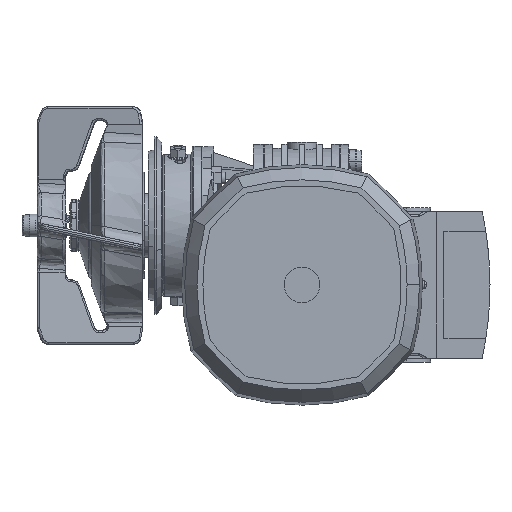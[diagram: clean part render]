
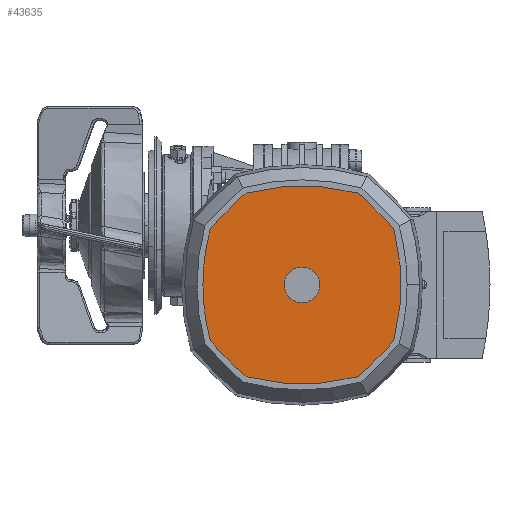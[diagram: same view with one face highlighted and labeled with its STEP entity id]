
A CAD part, left-side view. The second image highlights one B-rep face of the part: STEP entity #43635.
In plain terms, the highlighted planar face has unit normal (-1, 0, 0).
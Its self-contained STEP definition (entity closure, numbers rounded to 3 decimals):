
#9983 = FACE_BOUND ( 'NONE', #43658, .T. ) ;
#9984 = FACE_OUTER_BOUND ( 'NONE', #43701, .T. ) ;
#10022 = CARTESIAN_POINT ( 'NONE',  ( -234., -42.285, -76.38 ) ) ;
#10023 = DIRECTION ( 'NONE',  ( 0., 1., 0. ) ) ;
#10024 = DIRECTION ( 'NONE',  ( -1., 0., 0. ) ) ;
#10025 = DIRECTION ( 'NONE',  ( -1., 0., 0. ) ) ;
#10026 = CARTESIAN_POINT ( 'NONE',  ( -234., -70.6, -90. ) ) ;
#10027 = AXIS2_PLACEMENT_3D ( 'NONE', #10026, #10025, #10168 ) ;
#10028 = CIRCLE ( 'NONE', #10027, 110.084 ) ;
#10029 = CARTESIAN_POINT ( 'NONE',  ( -234., -98.915, 16.38 ) ) ;
#10030 = DIRECTION ( 'NONE',  ( 0., 1., 0. ) ) ;
#10031 = DIRECTION ( 'NONE',  ( -1., 0., 0. ) ) ;
#10032 = CARTESIAN_POINT ( 'NONE',  ( -234., 61.577, -162.177 ) ) ;
#10033 = AXIS2_PLACEMENT_3D ( 'NONE', #10032, #10031, #10030 ) ;
#10034 = CIRCLE ( 'NONE', #10033, 240.084 ) ;
#10035 = CARTESIAN_POINT ( 'NONE',  ( -234., -116.98, -1.685 ) ) ;
#10094 = DIRECTION ( 'NONE',  ( 0., 1., 0. ) ) ;
#10095 = DIRECTION ( 'NONE',  ( -1., 0., 0. ) ) ;
#10096 = CARTESIAN_POINT ( 'NONE',  ( -234., -202.777, -162.177 ) ) ;
#10097 = AXIS2_PLACEMENT_3D ( 'NONE', #10096, #10095, #10094 ) ;
#10098 = CIRCLE ( 'NONE', #10097, 240.084 ) ;
#10099 = DIRECTION ( 'NONE',  ( 0., 1., 0. ) ) ;
#10100 = DIRECTION ( 'NONE',  ( -1., 0., 0. ) ) ;
#10101 = CARTESIAN_POINT ( 'NONE',  ( -234., -136.688, 66.088 ) ) ;
#10102 = AXIS2_PLACEMENT_3D ( 'NONE', #10101, #10100, #10099 ) ;
#10103 = PLANE ( 'NONE',  #10102 ) ;
#10130 = CIRCLE ( 'NONE', #10159, 240.084 ) ;
#10131 = CARTESIAN_POINT ( 'NONE',  ( -234., -98.915, -76.38 ) ) ;
#10132 = DIRECTION ( 'NONE',  ( 0., 1., 0. ) ) ;
#10133 = DIRECTION ( 'NONE',  ( -1., 0., 0. ) ) ;
#10134 = CARTESIAN_POINT ( 'NONE',  ( -234., -70.6, 30. ) ) ;
#10135 = AXIS2_PLACEMENT_3D ( 'NONE', #10134, #10133, #10132 ) ;
#10136 = CIRCLE ( 'NONE', #10135, 110.084 ) ;
#10141 = DIRECTION ( 'NONE',  ( 0., 1., 0. ) ) ;
#10142 = DIRECTION ( 'NONE',  ( -1., 0., 0. ) ) ;
#10143 = CARTESIAN_POINT ( 'NONE',  ( -234., -130.6, -30. ) ) ;
#10144 = AXIS2_PLACEMENT_3D ( 'NONE', #10143, #10142, #10141 ) ;
#10145 = CIRCLE ( 'NONE', #10144, 110.084 ) ;
#10146 = CARTESIAN_POINT ( 'NONE',  ( -234., -24.22, -1.685 ) ) ;
#10147 = CARTESIAN_POINT ( 'NONE',  ( -234., -42.285, 16.38 ) ) ;
#10150 = DIRECTION ( 'NONE',  ( 0., 1., 0. ) ) ;
#10151 = DIRECTION ( 'NONE',  ( -1., 0., 0. ) ) ;
#10152 = CARTESIAN_POINT ( 'NONE',  ( -234., -10.6, -30. ) ) ;
#10153 = AXIS2_PLACEMENT_3D ( 'NONE', #10152, #10151, #10150 ) ;
#10154 = CIRCLE ( 'NONE', #10153, 110.084 ) ;
#10155 = CARTESIAN_POINT ( 'NONE',  ( -234., -116.98, -58.315 ) ) ;
#10156 = DIRECTION ( 'NONE',  ( 0., 1., 0. ) ) ;
#10157 = DIRECTION ( 'NONE',  ( -1., 0., 0. ) ) ;
#10158 = CARTESIAN_POINT ( 'NONE',  ( -234., 61.577, 102.177 ) ) ;
#10159 = AXIS2_PLACEMENT_3D ( 'NONE', #10158, #10157, #10156 ) ;
#10160 = CARTESIAN_POINT ( 'NONE',  ( -234., -202.777, 102.177 ) ) ;
#10161 = AXIS2_PLACEMENT_3D ( 'NONE', #10160, #10024, #10023 ) ;
#10162 = CIRCLE ( 'NONE', #10161, 240.084 ) ;
#10163 = DIRECTION ( 'NONE',  ( 0., 1., 0. ) ) ;
#10164 = DIRECTION ( 'NONE',  ( 1., 0., 0. ) ) ;
#10165 = CARTESIAN_POINT ( 'NONE',  ( -234., -70.6, -30. ) ) ;
#10166 = AXIS2_PLACEMENT_3D ( 'NONE', #10165, #10164, #10163 ) ;
#10167 = CIRCLE ( 'NONE', #10166, 9. ) ;
#10168 = DIRECTION ( 'NONE',  ( 0., 1., 0. ) ) ;
#38629 = EDGE_CURVE ( 'NONE', #38631, #38792, #48630, .T. ) ;
#38631 = VERTEX_POINT ( 'NONE', #48656 ) ;
#38773 = EDGE_CURVE ( 'NONE', #38774, #38776, #48493, .T. ) ;
#38774 = VERTEX_POINT ( 'NONE', #48488 ) ;
#38776 = VERTEX_POINT ( 'NONE', #48487 ) ;
#38792 = VERTEX_POINT ( 'NONE', #48610 ) ;
#43635 = ADVANCED_FACE ( 'NONE', ( #9984, #9983 ), #10103, .T. ) ;
#43636 = ORIENTED_EDGE ( 'NONE', *, *, #43637, .T. ) ;
#43637 = EDGE_CURVE ( 'NONE', #43638, #43639, #10098, .T. ) ;
#43638 = VERTEX_POINT ( 'NONE', #10147 ) ;
#43639 = VERTEX_POINT ( 'NONE', #10146 ) ;
#43640 = ORIENTED_EDGE ( 'NONE', *, *, #43641, .T. ) ;
#43641 = EDGE_CURVE ( 'NONE', #43639, #38774, #10145, .T. ) ;
#43642 = ORIENTED_EDGE ( 'NONE', *, *, #38773, .T. ) ;
#43643 = ORIENTED_EDGE ( 'NONE', *, *, #43662, .T. ) ;
#43644 = ORIENTED_EDGE ( 'NONE', *, *, #43645, .T. ) ;
#43645 = EDGE_CURVE ( 'NONE', #43663, #43646, #10136, .T. ) ;
#43646 = VERTEX_POINT ( 'NONE', #10131 ) ;
#43647 = ORIENTED_EDGE ( 'NONE', *, *, #43648, .T. ) ;
#43648 = EDGE_CURVE ( 'NONE', #43646, #43649, #10130, .T. ) ;
#43649 = VERTEX_POINT ( 'NONE', #10155 ) ;
#43650 = ORIENTED_EDGE ( 'NONE', *, *, #43651, .T. ) ;
#43651 = EDGE_CURVE ( 'NONE', #43649, #43652, #10154, .T. ) ;
#43652 = VERTEX_POINT ( 'NONE', #10035 ) ;
#43653 = ORIENTED_EDGE ( 'NONE', *, *, #43654, .T. ) ;
#43654 = EDGE_CURVE ( 'NONE', #43652, #43655, #10034, .T. ) ;
#43655 = VERTEX_POINT ( 'NONE', #10029 ) ;
#43656 = ORIENTED_EDGE ( 'NONE', *, *, #43657, .T. ) ;
#43657 = EDGE_CURVE ( 'NONE', #43655, #43638, #10028, .T. ) ;
#43658 = EDGE_LOOP ( 'NONE', ( #43659, #43661 ) ) ;
#43659 = ORIENTED_EDGE ( 'NONE', *, *, #43660, .T. ) ;
#43660 = EDGE_CURVE ( 'NONE', #38792, #38631, #10167, .T. ) ;
#43661 = ORIENTED_EDGE ( 'NONE', *, *, #38629, .T. ) ;
#43662 = EDGE_CURVE ( 'NONE', #38776, #43663, #10162, .T. ) ;
#43663 = VERTEX_POINT ( 'NONE', #10022 ) ;
#43701 = EDGE_LOOP ( 'NONE', ( #43636, #43640, #43642, #43643, #43644, #43647, #43650, #43653, #43656 ) ) ;
#48487 = CARTESIAN_POINT ( 'NONE',  ( -234., -24.22, -58.315 ) ) ;
#48488 = CARTESIAN_POINT ( 'NONE',  ( -234., -20.516, -30. ) ) ;
#48489 = DIRECTION ( 'NONE',  ( 0., 1., 0. ) ) ;
#48490 = DIRECTION ( 'NONE',  ( -1., 0., 0. ) ) ;
#48491 = CARTESIAN_POINT ( 'NONE',  ( -234., -130.6, -30. ) ) ;
#48492 = AXIS2_PLACEMENT_3D ( 'NONE', #48491, #48490, #48489 ) ;
#48493 = CIRCLE ( 'NONE', #48492, 110.084 ) ;
#48568 = DIRECTION ( 'NONE',  ( 1., 0., 0. ) ) ;
#48569 = CARTESIAN_POINT ( 'NONE',  ( -234., -70.6, -30. ) ) ;
#48570 = AXIS2_PLACEMENT_3D ( 'NONE', #48569, #48568, #48657 ) ;
#48610 = CARTESIAN_POINT ( 'NONE',  ( -234., -61.6, -30. ) ) ;
#48630 = CIRCLE ( 'NONE', #48570, 9. ) ;
#48656 = CARTESIAN_POINT ( 'NONE',  ( -234., -79.6, -30. ) ) ;
#48657 = DIRECTION ( 'NONE',  ( 0., 1., 0. ) ) ;
